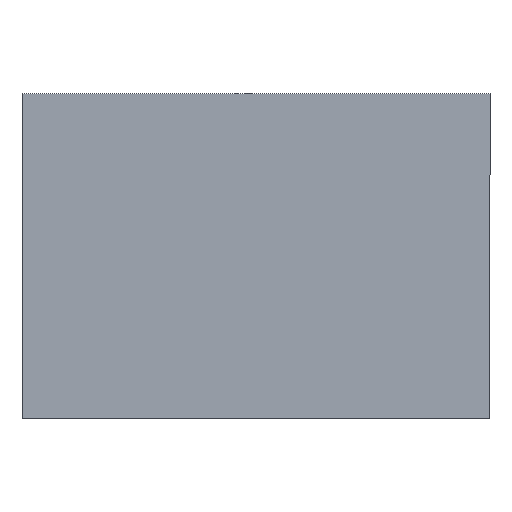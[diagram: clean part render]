
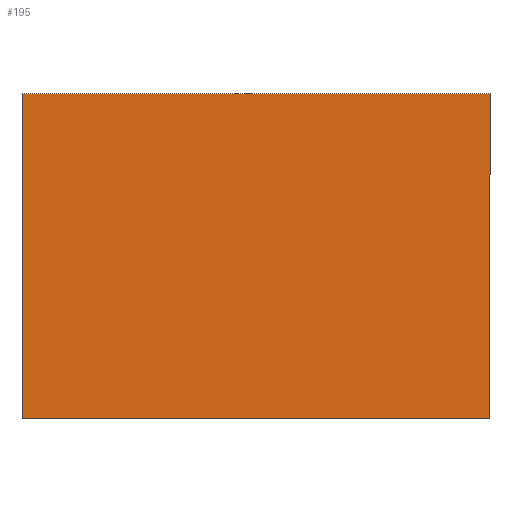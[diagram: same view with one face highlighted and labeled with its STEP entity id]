
A CAD part, front view. The second image highlights one B-rep face of the part: STEP entity #195.
In plain terms, the highlighted planar face has unit normal (0, -1, 0).
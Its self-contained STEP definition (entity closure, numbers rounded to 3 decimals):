
#1 = VECTOR ( 'NONE', #176, 1000. ) ;
#5 = AXIS2_PLACEMENT_3D ( 'NONE', #34, #13, #134 ) ;
#10 = CARTESIAN_POINT ( 'NONE',  ( 18., 0., -12.5 ) ) ;
#13 = DIRECTION ( 'NONE',  ( 0., 1., 0. ) ) ;
#15 = FACE_OUTER_BOUND ( 'NONE', #17, .T. ) ;
#17 = EDGE_LOOP ( 'NONE', ( #97, #35, #65, #167 ) ) ;
#20 = VERTEX_POINT ( 'NONE', #130 ) ;
#32 = LINE ( 'NONE', #99, #1 ) ;
#34 = CARTESIAN_POINT ( 'NONE',  ( 0., 0., 0. ) ) ;
#35 = ORIENTED_EDGE ( 'NONE', *, *, #121, .F. ) ;
#39 = LINE ( 'NONE', #144, #78 ) ;
#48 = EDGE_CURVE ( 'NONE', #135, #74, #32, .T. ) ;
#49 = EDGE_CURVE ( 'NONE', #74, #20, #107, .T. ) ;
#55 = CARTESIAN_POINT ( 'NONE',  ( 18., 0., 12.5 ) ) ;
#56 = DIRECTION ( 'NONE',  ( -1., 0., 0. ) ) ;
#58 = EDGE_CURVE ( 'NONE', #20, #60, #39, .T. ) ;
#60 = VERTEX_POINT ( 'NONE', #112 ) ;
#65 = ORIENTED_EDGE ( 'NONE', *, *, #58, .F. ) ;
#74 = VERTEX_POINT ( 'NONE', #10 ) ;
#78 = VECTOR ( 'NONE', #98, 1000. ) ;
#97 = ORIENTED_EDGE ( 'NONE', *, *, #48, .F. ) ;
#98 = DIRECTION ( 'NONE',  ( 0., 0., 1. ) ) ;
#99 = CARTESIAN_POINT ( 'NONE',  ( 18., 0., -12.5 ) ) ;
#107 = LINE ( 'NONE', #196, #152 ) ;
#112 = CARTESIAN_POINT ( 'NONE',  ( -18., 0., 12.5 ) ) ;
#113 = PLANE ( 'NONE',  #5 ) ;
#120 = VECTOR ( 'NONE', #140, 1000. ) ;
#121 = EDGE_CURVE ( 'NONE', #60, #135, #163, .T. ) ;
#130 = CARTESIAN_POINT ( 'NONE',  ( -18., 0., -12.5 ) ) ;
#134 = DIRECTION ( 'NONE',  ( 0., 0., 1. ) ) ;
#135 = VERTEX_POINT ( 'NONE', #55 ) ;
#140 = DIRECTION ( 'NONE',  ( 1., 0., 0. ) ) ;
#144 = CARTESIAN_POINT ( 'NONE',  ( -18., 0., -12.5 ) ) ;
#152 = VECTOR ( 'NONE', #56, 1000. ) ;
#155 = CARTESIAN_POINT ( 'NONE',  ( -18., 0., 12.5 ) ) ;
#163 = LINE ( 'NONE', #155, #120 ) ;
#167 = ORIENTED_EDGE ( 'NONE', *, *, #49, .F. ) ;
#176 = DIRECTION ( 'NONE',  ( 0., 0., -1. ) ) ;
#195 = ADVANCED_FACE ( 'NONE', ( #15 ), #113, .F. ) ;
#196 = CARTESIAN_POINT ( 'NONE',  ( -18., 0., -12.5 ) ) ;
